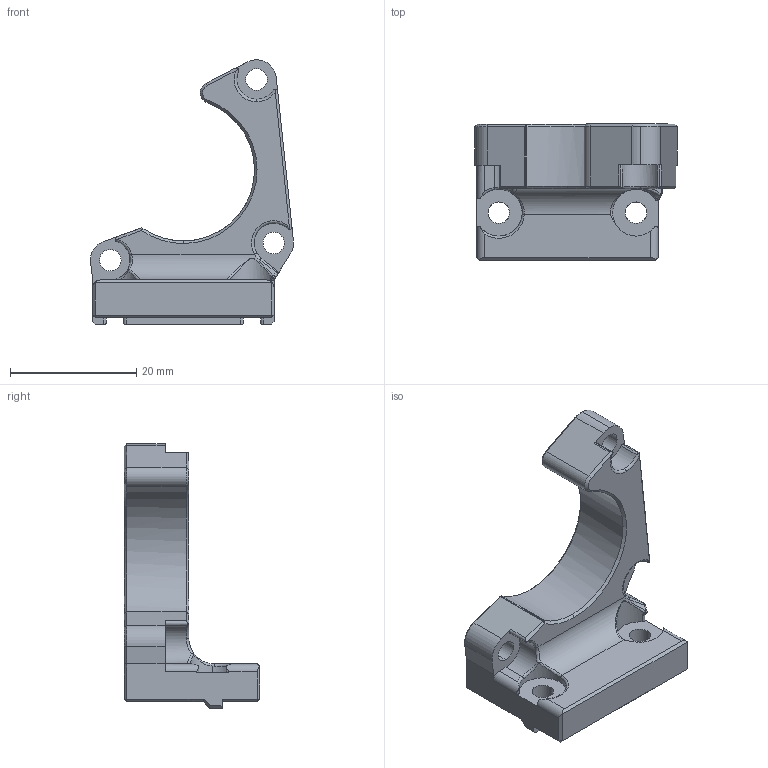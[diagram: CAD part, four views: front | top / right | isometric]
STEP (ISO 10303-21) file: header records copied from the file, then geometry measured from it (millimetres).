
FILE_DESCRIPTION (( 'STEP AP214' ), '1' );
FILE_NAME ('longboi_alt_z_motor_mount_nema14.STEP', '2021-10-15T05:30:00', ( '' ), ( '' ), 'SwSTEP 2.0', 'SolidWorks 2021', '' );
FILE_SCHEMA (( 'AUTOMOTIVE_DESIGN' ));
Length unit declared in the file: millimetre
Products named in the file (1): longboi_alt_z_motor_mount_nema14
Bounding box: 32.1 x 21.5 x 41.83 mm (x, y, z)
Volume: 7344.8 mm3; surface area: 3645.9 mm2
Topology: 1 solids, 1 shells, 148 faces, 394 edges, 242 vertices
Faces by surface type: plane 57, cylinder 47, cone 17, bspline 13, torus 12, sphere 2
Entity records: 5118 total; most frequent: CARTESIAN_POINT 1565, ORIENTED_EDGE 776, DIRECTION 707, EDGE_CURVE 388, AXIS2_PLACEMENT_3D 260, VERTEX_POINT 240, VECTOR 187, LINE 187
